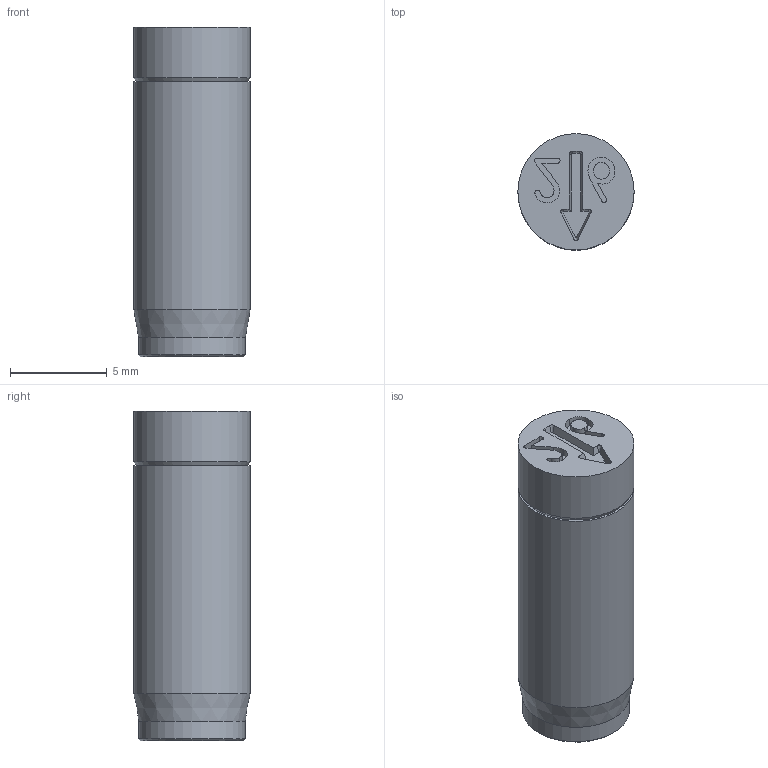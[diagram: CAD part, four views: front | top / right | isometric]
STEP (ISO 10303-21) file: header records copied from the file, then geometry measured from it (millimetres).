
FILE_DESCRIPTION(/* description */ (''),/* implementation_level */ '2;1');
FILE_NAME(/* name */ 'Dati-3000_F$6$Jahr.stp',/* time_stamp */ '2025-08-28T15:07:54+02:00',/* author */ ('olafg'),/* organization */ (''),/* preprocessor_version */ 'ST-DEVELOPER v20',/* originating_system */ 'Autodesk Inventor 2024',/* authorisation */ '');
FILE_SCHEMA (('AUTOMOTIVE_DESIGN { 1 0 10303 214 3 1 1 }'));
Length unit declared in the file: millimetre
Products named in the file (3): Zusammenbau F 3006; 1006-01-00 Hülse; 3006-05-00 F Stelleinsatz
Assembly tree (2 placements, depth 2):
  Zusammenbau F 3006
    1006-01-00 Hülse
    3006-05-00 F Stelleinsatz
Bounding box: 6 x 6 x 17 mm (x, y, z)
Volume: 428.2 mm3; surface area: 577.2 mm2
Topology: 2 solids, 2 shells, 67 faces, 170 edges, 112 vertices
Faces by surface type: bspline 25, plane 24, cone 12, cylinder 6
Full cylindrical faces by diameter (mm): 1.6 x1, 2 x1, 3 x1, 5.5 x1, 6 x2
Entity records: 2373 total; most frequent: CARTESIAN_POINT 778, ORIENTED_EDGE 340, DIRECTION 246, EDGE_CURVE 170, VERTEX_POINT 112, LINE 88, VECTOR 88, AXIS2_PLACEMENT_3D 79
